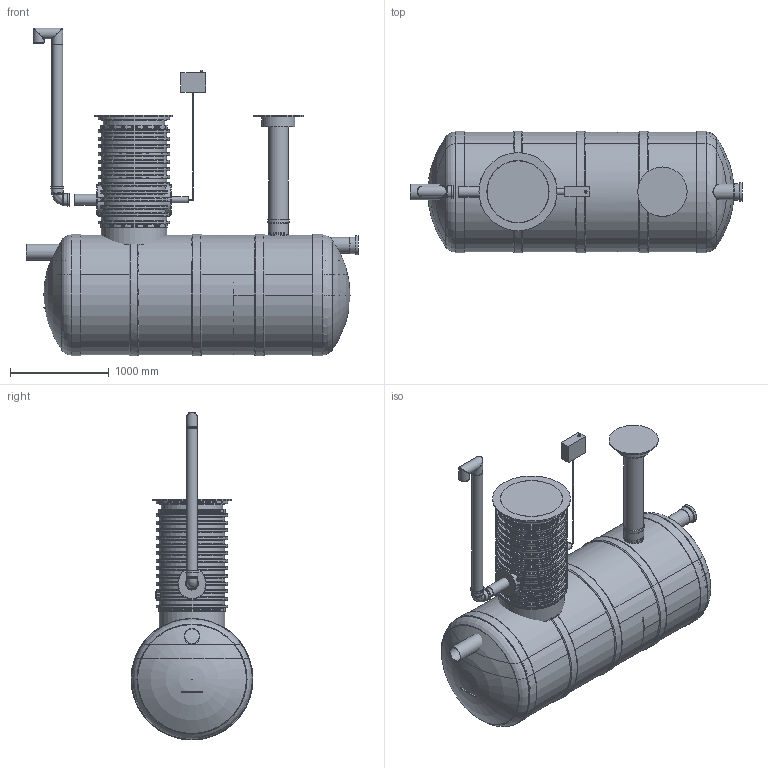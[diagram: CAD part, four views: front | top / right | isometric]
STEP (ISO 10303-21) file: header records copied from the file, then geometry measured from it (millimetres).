
FILE_DESCRIPTION(/* description */ ('Unknown'),/* implementation_level */ '2;1');
FILE_NAME(/* name */ 'II klassi õlieraldaja NS6 KP D1200',/* time_stamp */ '2023-04-11T14:01:10+03:00',/* author */ ('Unknown'),/* organization */ ('Unknown'),/* preprocessor_version */ 'ST-DEVELOPER v18.1',/* originating_system */ 'Solid Edge',/* authorisation */ 'Unknown');
FILE_SCHEMA (('AUTOMOTIVE_DESIGN {1 0 10303 214 3 1 1}'));
Length unit declared in the file: millimetre
Products named in the file (38): II klassi eraldaja NS6; 2267.ots 1; 2267.002; Ribi1200; 2267.ots 2; Muhvtoru160_2267; Muhv160; Polv160; 2267.004; 2267.005; 2267.006; 2267.007; Olikihi maht; Sette maht; muhvots_200; 2267.009; 2267.011; Ribi loikega; Kasulik maht_2267; D665 KP silinder 26.04.19; 2697.001 tihend teeninduskaevule 670_var2; 2693.001_var3; 2703.001; Malmluuk_D600_(Ginmika); Malmluugi_korpus_D600_(Ginmika); Malmluugi_kaan_D600_(Ginmika); Malmluuk 315; RoundTubing 63x4.7_oa_0; RoundTubing 110x6.6_oa_1; PE_vent_malm_L=1500; PVC_polv_110; PE venttoru DN100 L=1500; Rotoventiots; elektrikarp loikefotole; Ujuk_oa_2; Ujuk_oa_3; Ujuk_oa_4; RoundTubing 25x2.3_oa_5
Assembly tree (41 placements, depth 3):
  II klassi eraldaja NS6
    2267.ots 1
    2267.002
    Ribi1200  x2
    2267.ots 2
    Muhvtoru160_2267
    Muhv160  x2
    Polv160  x2
    2267.004
    2267.005
    2267.006
    2267.007
    Olikihi maht
    Sette maht
    muhvots_200
    2267.009
    2267.011
    Ribi loikega
    Kasulik maht_2267
    D665 KP silinder 26.04.19
    2697.001 tihend teeninduskaevule 670_var2  x2
    2693.001_var3
    2703.001
    Malmluuk_D600_(Ginmika)
      Malmluugi_korpus_D600_(Ginmika)
      Malmluugi_kaan_D600_(Ginmika)
    Malmluuk 315
    RoundTubing 63x4.7_oa_0
    RoundTubing 110x6.6_oa_1
    PE_vent_malm_L=1500
      PVC_polv_110
      PE venttoru DN100 L=1500
      Rotoventiots
    elektrikarp loikefotole
    Ujuk_oa_2
    Ujuk_oa_3
    Ujuk_oa_4
    RoundTubing 25x2.3_oa_5
Bounding box: 3362 x 1234 x 3321.47 mm (x, y, z)
Volume: 4052927986.1 mm3; surface area: 76498089.7 mm2
Topology: 41 solids, 42 shells, 765 faces, 1756 edges, 1145 vertices
Faces by surface type: plane 293, cylinder 260, torus 159, bspline 25, cone 19, sphere 9
Full cylindrical faces by diameter (mm): 6 x1, 8.5 x3, 10 x31, 20 x1, 20.4 x1, 25 x1, 53.6 x1, 63 x1, 96.8 x1, 100 x2, 103.2 x3, 105 x1, 110 x9, 120 x2, 130 x2, 148 x8, 156 x1, 160 x14, 168 x5, 178 x7, 190 x9, 200 x4, 205 x1, 215 x1, 315 x1, 335 x1, 500 x1, 595 x1, 600 x2, 609 x1
Entity records: 22303 total; most frequent: CARTESIAN_POINT 6871, DIRECTION 3064, ORIENTED_EDGE 2488, AXIS2_PLACEMENT_3D 1379, EDGE_CURVE 1244, FACE_BOUND 1161, EDGE_LOOP 1159, VERTEX_POINT 957
